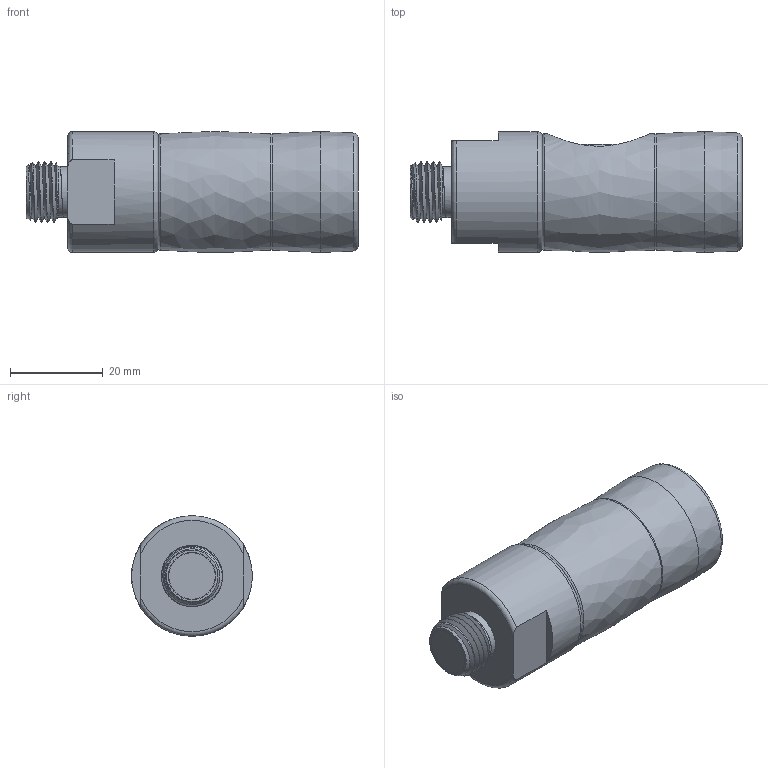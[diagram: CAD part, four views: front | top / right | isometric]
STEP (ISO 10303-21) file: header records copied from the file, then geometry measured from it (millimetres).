
FILE_DESCRIPTION(/* description */ (''),/* implementation_level */ '2;1');
FILE_NAME(/* name */ '24KPAW13APX.stp',/* time_stamp */ '2020-02-20T08:06:14+01:00',/* author */ ('IA176480'),/* organization */ (''),/* preprocessor_version */ 'ST-DEVELOPER v17',/* originating_system */ 'Autodesk Inventor 2019',/* authorisation */ '');
FILE_SCHEMA (('CONFIG_CONTROL_DESIGN'));
Length unit declared in the file: millimetre
Products named in the file (1): 24KPAW13APX
Bounding box: 71.6 x 26 x 26 mm (x, y, z)
Volume: 38442.6 mm3; surface area: 23797 mm2
Topology: 39 solids, 39 shells, 225 faces, 607 edges, 416 vertices
Faces by surface type: cylinder 72, plane 63, cone 30, sphere 29, torus 16, bspline 15
Full cylindrical faces by diameter (mm): 3.5 x1, 4 x11, 6.5 x1, 9 x1, 9.6 x1, 9.65 x1, 10.213 x1, 11 x1, 12 x1, 12.25 x1, 12.4 x3, 13.2 x2, 13.6 x1, 15 x1, 15.8 x2, 15.915 x1, 16.217 x1, 16.5 x1, 16.6 x1, 17.9 x1, 18.1 x4, 18.2 x2, 18.4 x1, 19 x1, 20.5 x1, 21 x10, 22 x5, 22.588 x1, 26 x1
Entity records: 15717 total; most frequent: CARTESIAN_POINT 10275, ORIENTED_EDGE 1102, DIRECTION 1102, EDGE_CURVE 551, AXIS2_PLACEMENT_3D 477, VERTEX_POINT 416, CIRCLE 262, EDGE_LOOP 255
